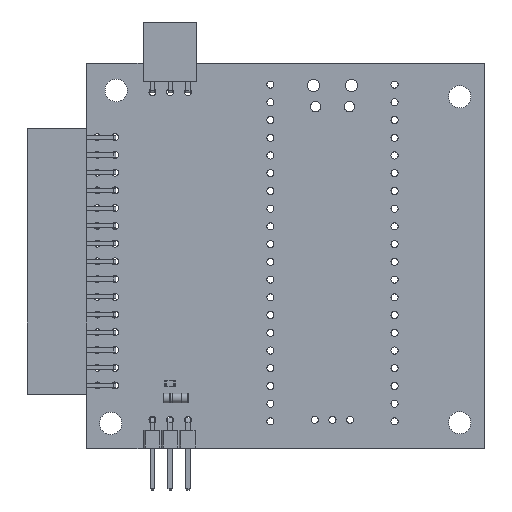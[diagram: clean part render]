
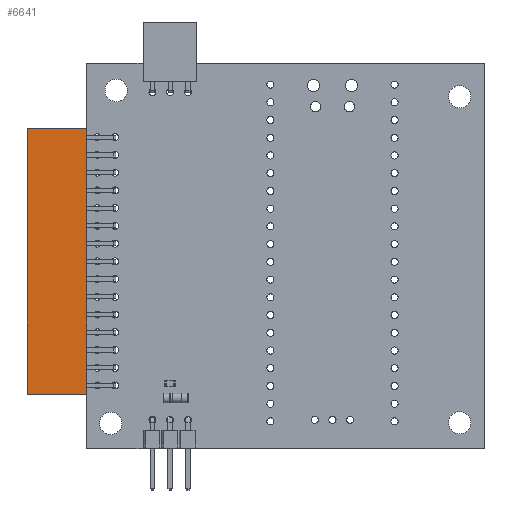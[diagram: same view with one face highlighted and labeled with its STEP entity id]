
A CAD part, top view. The second image highlights one B-rep face of the part: STEP entity #6641.
In plain terms, the highlighted planar face has unit normal (0, 0, 1).
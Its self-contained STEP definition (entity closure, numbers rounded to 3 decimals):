
#6641 = ADVANCED_FACE('',(#6642),#6676,.F.);
#6642 = FACE_BOUND('',#6643,.F.);
#6643 = EDGE_LOOP('',(#6644,#6654,#6662,#6670));
#6644 = ORIENTED_EDGE('',*,*,#6645,.T.);
#6645 = EDGE_CURVE('',#6646,#6648,#6650,.T.);
#6646 = VERTEX_POINT('',#6647);
#6647 = CARTESIAN_POINT('',(-4.06,-36.83,5.08));
#6648 = VERTEX_POINT('',#6649);
#6649 = CARTESIAN_POINT('',(-12.57,-36.83,5.08));
#6650 = LINE('',#6651,#6652);
#6651 = CARTESIAN_POINT('',(-4.06,-36.83,5.08));
#6652 = VECTOR('',#6653,1.);
#6653 = DIRECTION('',(-1.,0.,0.));
#6654 = ORIENTED_EDGE('',*,*,#6655,.T.);
#6655 = EDGE_CURVE('',#6648,#6656,#6658,.T.);
#6656 = VERTEX_POINT('',#6657);
#6657 = CARTESIAN_POINT('',(-12.57,1.27,5.08));
#6658 = LINE('',#6659,#6660);
#6659 = CARTESIAN_POINT('',(-12.57,-36.83,5.08));
#6660 = VECTOR('',#6661,1.);
#6661 = DIRECTION('',(0.,1.,0.));
#6662 = ORIENTED_EDGE('',*,*,#6663,.F.);
#6663 = EDGE_CURVE('',#6664,#6656,#6666,.T.);
#6664 = VERTEX_POINT('',#6665);
#6665 = CARTESIAN_POINT('',(-4.06,1.27,5.08));
#6666 = LINE('',#6667,#6668);
#6667 = CARTESIAN_POINT('',(-4.06,1.27,5.08));
#6668 = VECTOR('',#6669,1.);
#6669 = DIRECTION('',(-1.,0.,0.));
#6670 = ORIENTED_EDGE('',*,*,#6671,.F.);
#6671 = EDGE_CURVE('',#6646,#6664,#6672,.T.);
#6672 = LINE('',#6673,#6674);
#6673 = CARTESIAN_POINT('',(-4.06,-36.83,5.08));
#6674 = VECTOR('',#6675,1.);
#6675 = DIRECTION('',(0.,1.,0.));
#6676 = PLANE('',#6677);
#6677 = AXIS2_PLACEMENT_3D('',#6678,#6679,#6680);
#6678 = CARTESIAN_POINT('',(-4.06,-36.83,5.08));
#6679 = DIRECTION('',(0.,0.,-1.));
#6680 = DIRECTION('',(0.,1.,0.));
